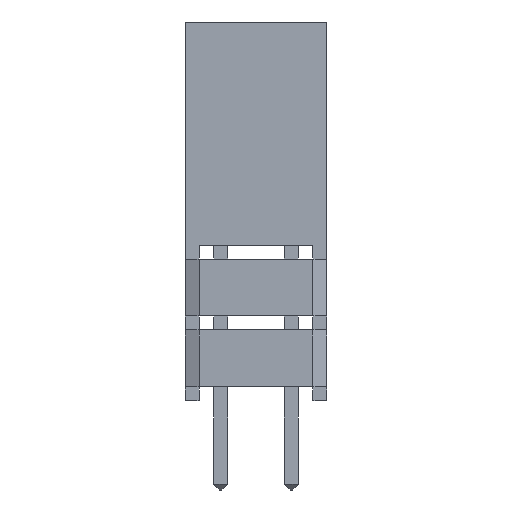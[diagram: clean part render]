
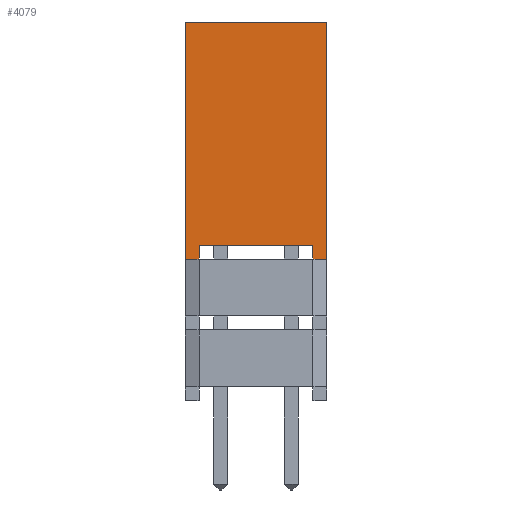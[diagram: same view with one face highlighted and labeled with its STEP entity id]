
A CAD part, left-side view. The second image highlights one B-rep face of the part: STEP entity #4079.
In plain terms, the highlighted planar face has unit normal (-1, 0, 0).
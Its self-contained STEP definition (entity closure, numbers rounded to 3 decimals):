
#2222 = VERTEX_POINT('',#2223);
#2223 = CARTESIAN_POINT('',(-1.27,-0.77,5.08));
#2268 = VERTEX_POINT('',#2269);
#2269 = CARTESIAN_POINT('',(-1.27,-1.27,5.08));
#2275 = EDGE_CURVE('',#2268,#2276,#2278,.T.);
#2276 = VERTEX_POINT('',#2277);
#2277 = CARTESIAN_POINT('',(-1.27,-1.27,13.58));
#2278 = LINE('',#2279,#2280);
#2279 = CARTESIAN_POINT('',(-1.27,-1.27,5.08));
#2280 = VECTOR('',#2281,1.);
#2281 = DIRECTION('',(0.,0.,1.));
#2573 = VERTEX_POINT('',#2574);
#2574 = CARTESIAN_POINT('',(-1.27,3.31,5.08));
#2636 = VERTEX_POINT('',#2637);
#2637 = CARTESIAN_POINT('',(-1.27,3.81,5.08));
#2643 = EDGE_CURVE('',#2636,#2644,#2646,.T.);
#2644 = VERTEX_POINT('',#2645);
#2645 = CARTESIAN_POINT('',(-1.27,3.81,13.58));
#2646 = LINE('',#2647,#2648);
#2647 = CARTESIAN_POINT('',(-1.27,3.81,5.08));
#2648 = VECTOR('',#2649,1.);
#2649 = DIRECTION('',(0.,0.,1.));
#4039 = EDGE_CURVE('',#2268,#2222,#4040,.T.);
#4040 = LINE('',#4041,#4042);
#4041 = CARTESIAN_POINT('',(-1.27,-1.27,5.08));
#4042 = VECTOR('',#4043,1.);
#4043 = DIRECTION('',(0.,1.,0.));
#4079 = ADVANCED_FACE('',(#4080),#4119,.F.);
#4080 = FACE_BOUND('',#4081,.F.);
#4081 = EDGE_LOOP('',(#4082,#4088,#4089,#4090,#4098,#4106,#4112,#4118));
#4082 = ORIENTED_EDGE('',*,*,#4083,.F.);
#4083 = EDGE_CURVE('',#2276,#2644,#4084,.T.);
#4084 = LINE('',#4085,#4086);
#4085 = CARTESIAN_POINT('',(-1.27,-1.27,13.58));
#4086 = VECTOR('',#4087,1.);
#4087 = DIRECTION('',(0.,1.,0.));
#4088 = ORIENTED_EDGE('',*,*,#2275,.F.);
#4089 = ORIENTED_EDGE('',*,*,#4039,.T.);
#4090 = ORIENTED_EDGE('',*,*,#4091,.T.);
#4091 = EDGE_CURVE('',#2222,#4092,#4094,.T.);
#4092 = VERTEX_POINT('',#4093);
#4093 = CARTESIAN_POINT('',(-1.27,-0.77,5.58));
#4094 = LINE('',#4095,#4096);
#4095 = CARTESIAN_POINT('',(-1.27,-0.77,5.08));
#4096 = VECTOR('',#4097,1.);
#4097 = DIRECTION('',(0.,0.,1.));
#4098 = ORIENTED_EDGE('',*,*,#4099,.T.);
#4099 = EDGE_CURVE('',#4092,#4100,#4102,.T.);
#4100 = VERTEX_POINT('',#4101);
#4101 = CARTESIAN_POINT('',(-1.27,3.31,5.58));
#4102 = LINE('',#4103,#4104);
#4103 = CARTESIAN_POINT('',(-1.27,-0.77,5.58));
#4104 = VECTOR('',#4105,1.);
#4105 = DIRECTION('',(0.,1.,0.));
#4106 = ORIENTED_EDGE('',*,*,#4107,.F.);
#4107 = EDGE_CURVE('',#2573,#4100,#4108,.T.);
#4108 = LINE('',#4109,#4110);
#4109 = CARTESIAN_POINT('',(-1.27,3.31,5.08));
#4110 = VECTOR('',#4111,1.);
#4111 = DIRECTION('',(0.,0.,1.));
#4112 = ORIENTED_EDGE('',*,*,#4113,.T.);
#4113 = EDGE_CURVE('',#2573,#2636,#4114,.T.);
#4114 = LINE('',#4115,#4116);
#4115 = CARTESIAN_POINT('',(-1.27,-1.27,5.08));
#4116 = VECTOR('',#4117,1.);
#4117 = DIRECTION('',(0.,1.,0.));
#4118 = ORIENTED_EDGE('',*,*,#2643,.T.);
#4119 = PLANE('',#4120);
#4120 = AXIS2_PLACEMENT_3D('',#4121,#4122,#4123);
#4121 = CARTESIAN_POINT('',(-1.27,-1.27,5.08));
#4122 = DIRECTION('',(1.,0.,0.));
#4123 = DIRECTION('',(0.,0.,1.));
